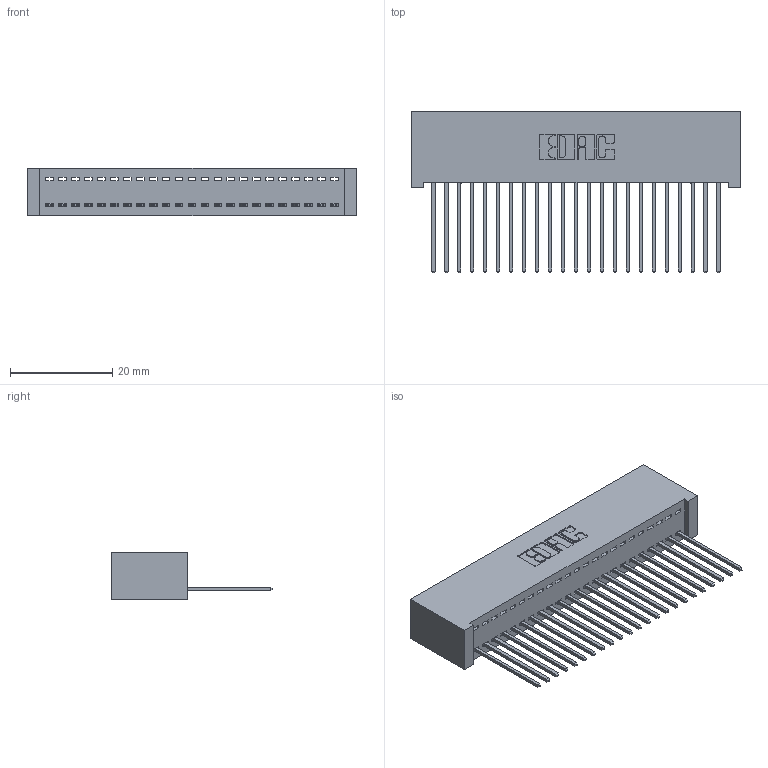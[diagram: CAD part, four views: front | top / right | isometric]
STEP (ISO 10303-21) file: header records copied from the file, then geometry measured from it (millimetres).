
FILE_DESCRIPTION (( 'STEP AP203' ), '1' );
FILE_NAME ('392-023-542-101.STEP', '2019-10-07T06:55:28', ( '' ), ( '' ), 'SwSTEP 2.0', 'SolidWorks 2016', '' );
FILE_SCHEMA (( 'CONFIG_CONTROL_DESIGN' ));
Length unit declared in the file: inch
Products named in the file (3): 342 Part_Lugless; 345-292-001_345-293-142; 392-023-542-101
Assembly tree (24 placements, depth 2):
  392-023-542-101
    342 Part_Lugless
    345-292-001_345-293-142  x23
Bounding box: 64.67 x 31.63 x 9.4 mm (x, y, z)
Volume: 6060.3 mm3; surface area: 9179.9 mm2
Topology: 24 solids, 24 shells, 1436 faces, 4323 edges, 2850 vertices
Faces by surface type: plane 1028, cylinder 408
Entity records: 16127 total; most frequent: CARTESIAN_POINT 2791, ORIENTED_EDGE 2750, DIRECTION 2385, EDGE_CURVE 1375, VECTOR 1255, LINE 1255, VERTEX_POINT 914, AXIS2_PLACEMENT_3D 565
